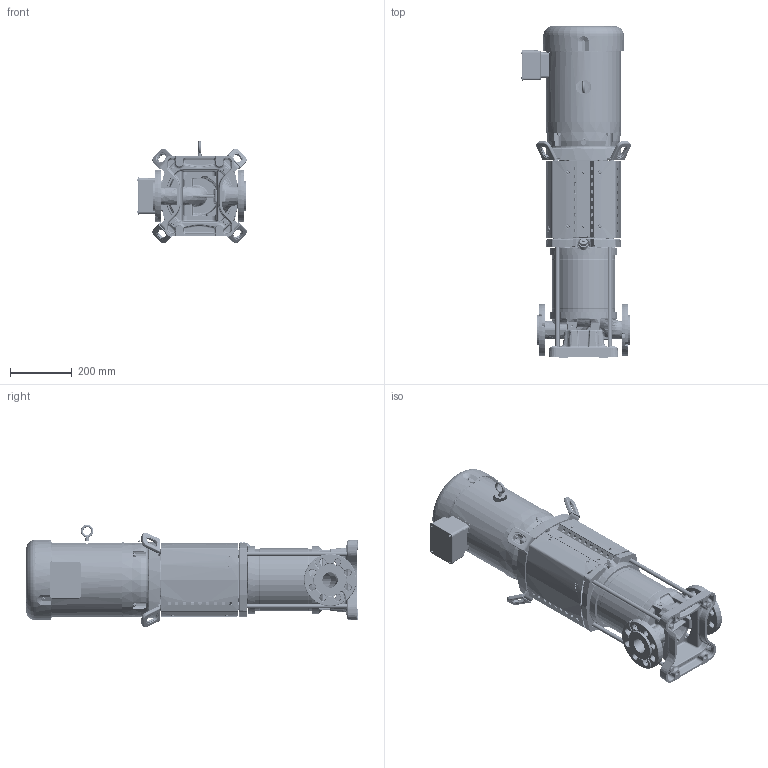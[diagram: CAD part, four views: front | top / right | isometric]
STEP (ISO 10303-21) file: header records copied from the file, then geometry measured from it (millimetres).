
FILE_DESCRIPTION(/* description */ (''),/* implementation_level */ '2;1');
FILE_NAME(/* name */ '2700866 - HELIX V110-03-1_A3_E_KS_N_10_3_Shrinkwrap_1.stp',/* time_stamp */ '2022-03-25T10:11:11-05:00',/* author */ ('faliszekte'),/* organization */ (''),/* preprocessor_version */ 'ST-DEVELOPER v18.1',/* originating_system */ 'Autodesk Inventor 2021',/* authorisation */ '');
FILE_SCHEMA (('AUTOMOTIVE_DESIGN { 1 0 10303 214 3 1 1 }'));
Products named in the file (1): 2700866 - HELIX V110-03-1_A3_E_KS_N_10_3_Shrinkwrap_1
Bounding box: 355.2 x 1075.54 x 331.89 mm (x, y, z)
Volume: 888.3 mm3; surface area: 2272402.1 mm2
Topology: 2 solids, 75 shells, 4889 faces, 14490 edges, 9426 vertices
Faces by surface type: cylinder 1561, bspline 1211, plane 1141, torus 431, cone 411, sphere 134
Full cylindrical faces by diameter (mm): 0.833 x4, 2 x2, 4 x2, 4.5 x1, 4.918 x5, 6 x2, 7.937 x4, 8 x8, 8.839 x4, 9.652 x1, 10.25 x4, 10.516 x3, 12.662 x1, 14 x11, 14.376 x168, 16 x168, 16.662 x1, 17.5 x1, 18 x8, 18.64 x1, 20.813 x1, 31 x1, 35.052 x1, 47.6 x1, 61 x2, 88 x1, 99 x2, 110.3 x3, 114 x1, 119.6 x1
Entity records: 343770 total; most frequent: CARTESIAN_POINT 220238, ORIENTED_EDGE 25519, DIRECTION 22800, EDGE_CURVE 14397, VERTEX_POINT 9425, AXIS2_PLACEMENT_3D 9023, EDGE_LOOP 5202, FACE_OUTER_BOUND 4888
